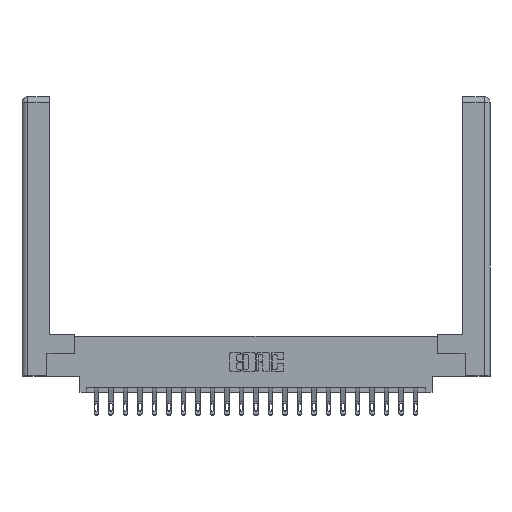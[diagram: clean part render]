
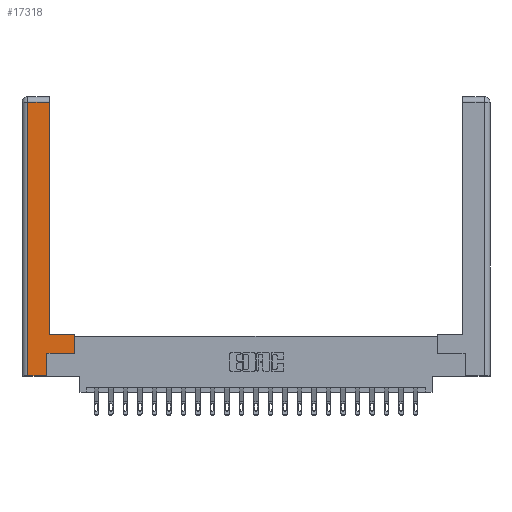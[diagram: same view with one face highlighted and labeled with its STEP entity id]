
A CAD part, top view. The second image highlights one B-rep face of the part: STEP entity #17318.
In plain terms, the highlighted planar face has unit normal (0, 0, 1).
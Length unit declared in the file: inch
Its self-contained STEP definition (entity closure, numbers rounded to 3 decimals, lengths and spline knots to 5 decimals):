
#151 = DIRECTION ( 'NONE',  ( 0., 0., -1. ) ) ;
#179 = LINE ( 'NONE', #14633, #10426 ) ;
#212 = LINE ( 'NONE', #2611, #12986 ) ;
#508 = VERTEX_POINT ( 'NONE', #7883 ) ;
#593 = CARTESIAN_POINT ( 'NONE',  ( 0.265, 0., 0. ) ) ;
#735 = CARTESIAN_POINT ( 'NONE',  ( 0.265, 0.245, 0. ) ) ;
#1074 = CARTESIAN_POINT ( 'NONE',  ( 0.565, 0.45, 0. ) ) ;
#1226 = DIRECTION ( 'NONE',  ( 0., 1., 0. ) ) ;
#1371 = AXIS2_PLACEMENT_3D ( 'NONE', #19810, #151, #1842 ) ;
#1469 = LINE ( 'NONE', #4257, #17024 ) ;
#1842 = DIRECTION ( 'NONE',  ( -1., 0., 0. ) ) ;
#2398 = VERTEX_POINT ( 'NONE', #15209 ) ;
#2509 = CARTESIAN_POINT ( 'NONE',  ( 0.295, 0.45, 0. ) ) ;
#2611 = CARTESIAN_POINT ( 'NONE',  ( 0.265, 0.245, 0. ) ) ;
#2968 = CARTESIAN_POINT ( 'NONE',  ( 0.565, 0.245, 0. ) ) ;
#3248 = ORIENTED_EDGE ( 'NONE', *, *, #19654, .T. ) ;
#4257 = CARTESIAN_POINT ( 'NONE',  ( 0.0615, 2.94, 0. ) ) ;
#5288 = DIRECTION ( 'NONE',  ( 0., 1., 0. ) ) ;
#6243 = ORIENTED_EDGE ( 'NONE', *, *, #11569, .T. ) ;
#6317 = VERTEX_POINT ( 'NONE', #14236 ) ;
#6532 = CARTESIAN_POINT ( 'NONE',  ( 0.0615, 0., 0. ) ) ;
#7127 = CARTESIAN_POINT ( 'NONE',  ( 0.265, 0., 0. ) ) ;
#7343 = VECTOR ( 'NONE', #1226, 39.37008 ) ;
#7883 = CARTESIAN_POINT ( 'NONE',  ( 0.565, 0.45, 0. ) ) ;
#8482 = LINE ( 'NONE', #593, #23124 ) ;
#10426 = VECTOR ( 'NONE', #16192, 39.37008 ) ;
#10568 = DIRECTION ( 'NONE',  ( 0., -1., 0. ) ) ;
#11044 = PLANE ( 'NONE',  #1371 ) ;
#11218 = DIRECTION ( 'NONE',  ( -1., 0., 0. ) ) ;
#11468 = ORIENTED_EDGE ( 'NONE', *, *, #18387, .T. ) ;
#11569 = EDGE_CURVE ( 'NONE', #12908, #6317, #12929, .T. ) ;
#12536 = ORIENTED_EDGE ( 'NONE', *, *, #17079, .T. ) ;
#12821 = ORIENTED_EDGE ( 'NONE', *, *, #16992, .T. ) ;
#12908 = VERTEX_POINT ( 'NONE', #2509 ) ;
#12929 = LINE ( 'NONE', #19670, #14607 ) ;
#12986 = VECTOR ( 'NONE', #17105, 39.37008 ) ;
#13725 = ORIENTED_EDGE ( 'NONE', *, *, #14613, .T. ) ;
#14236 = CARTESIAN_POINT ( 'NONE',  ( 0.295, 2.94, 0. ) ) ;
#14607 = VECTOR ( 'NONE', #5288, 39.37008 ) ;
#14613 = EDGE_CURVE ( 'NONE', #15697, #2398, #16323, .T. ) ;
#14633 = CARTESIAN_POINT ( 'NONE',  ( 0.565, 0.245, 0. ) ) ;
#14643 = FACE_OUTER_BOUND ( 'NONE', #21414, .T. ) ;
#14729 = VERTEX_POINT ( 'NONE', #7127 ) ;
#15065 = DIRECTION ( 'NONE',  ( 1., 0., 0. ) ) ;
#15209 = CARTESIAN_POINT ( 'NONE',  ( 0.0615, 0., 0. ) ) ;
#15697 = VERTEX_POINT ( 'NONE', #19422 ) ;
#16192 = DIRECTION ( 'NONE',  ( 1., 0., 0. ) ) ;
#16323 = LINE ( 'NONE', #6532, #23388 ) ;
#16512 = CARTESIAN_POINT ( 'NONE',  ( 0.295, 0.45, 0. ) ) ;
#16918 = EDGE_CURVE ( 'NONE', #2398, #14729, #8482, .T. ) ;
#16992 = EDGE_CURVE ( 'NONE', #14729, #17594, #212, .T. ) ;
#17024 = VECTOR ( 'NONE', #11218, 39.37008 ) ;
#17079 = EDGE_CURVE ( 'NONE', #20366, #508, #23102, .T. ) ;
#17105 = DIRECTION ( 'NONE',  ( 0., 1., 0. ) ) ;
#17318 = ADVANCED_FACE ( 'NONE', ( #14643 ), #11044, .F. ) ;
#17523 = ORIENTED_EDGE ( 'NONE', *, *, #21175, .T. ) ;
#17594 = VERTEX_POINT ( 'NONE', #735 ) ;
#18387 = EDGE_CURVE ( 'NONE', #17594, #20366, #179, .T. ) ;
#19422 = CARTESIAN_POINT ( 'NONE',  ( 0.0615, 2.94, 0. ) ) ;
#19654 = EDGE_CURVE ( 'NONE', #508, #12908, #22461, .T. ) ;
#19670 = CARTESIAN_POINT ( 'NONE',  ( 0.295, 3., 0. ) ) ;
#19810 = CARTESIAN_POINT ( 'NONE',  ( 0., 0., 0. ) ) ;
#20228 = ORIENTED_EDGE ( 'NONE', *, *, #16918, .T. ) ;
#20353 = DIRECTION ( 'NONE',  ( -1., 0., 0. ) ) ;
#20366 = VERTEX_POINT ( 'NONE', #2968 ) ;
#21175 = EDGE_CURVE ( 'NONE', #6317, #15697, #1469, .T. ) ;
#21414 = EDGE_LOOP ( 'NONE', ( #6243, #17523, #13725, #20228, #12821, #11468, #12536, #3248 ) ) ;
#22181 = VECTOR ( 'NONE', #20353, 39.37008 ) ;
#22461 = LINE ( 'NONE', #16512, #22181 ) ;
#23102 = LINE ( 'NONE', #1074, #7343 ) ;
#23124 = VECTOR ( 'NONE', #15065, 39.37008 ) ;
#23388 = VECTOR ( 'NONE', #10568, 39.37008 ) ;
